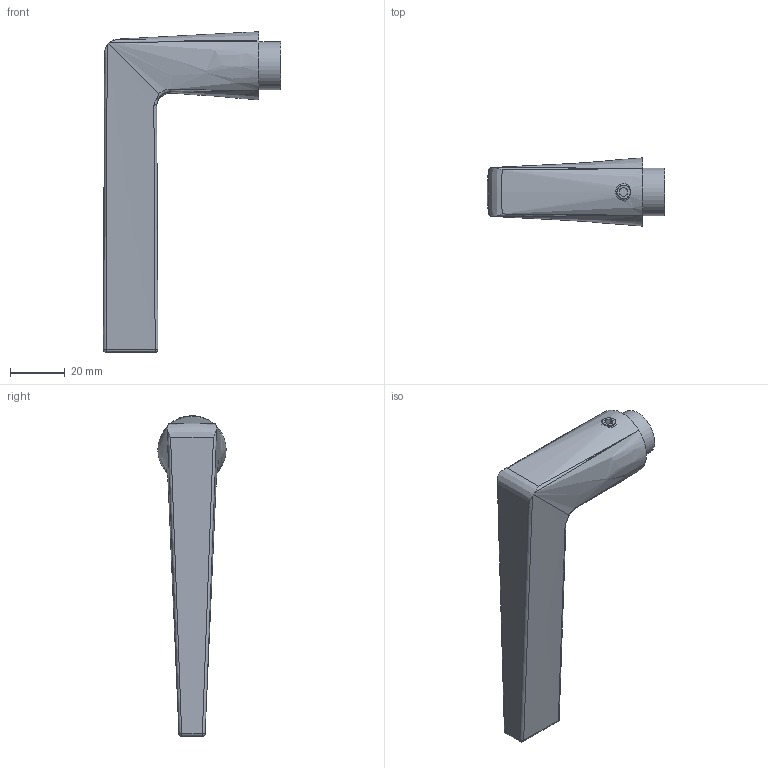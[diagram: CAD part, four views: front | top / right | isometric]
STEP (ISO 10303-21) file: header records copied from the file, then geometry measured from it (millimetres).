
FILE_DESCRIPTION (( 'STEP AP203' ), '1' );
FILE_NAME ('15438.STEP', '2024-08-15T11:50:02', ( '' ), ( '' ), 'SwSTEP 2.0', 'SolidWorks 2018', '' );
FILE_SCHEMA (( 'CONFIG_CONTROL_DESIGN' ));
Length unit declared in the file: millimetre
Products named in the file (3): 15438 Teil1_15438 Teil1; 15438; DIN914_DIN 914 M6x8
Assembly tree (2 placements, depth 2):
  15438
    15438 Teil1_15438 Teil1
    DIN914_DIN 914 M6x8
Bounding box: 65 x 25 x 117.48 mm (x, y, z)
Volume: 45913.8 mm3; surface area: 13180.1 mm2
Topology: 2 solids, 2 shells, 240 faces, 626 edges, 408 vertices
Faces by surface type: plane 120, bspline 110, cylinder 5, sphere 3, cone 2
Full cylindrical faces by diameter (mm): 5 x1, 6 x1, 17.5 x1
Entity records: 12838 total; most frequent: CARTESIAN_POINT 7460, ORIENTED_EDGE 1232, DIRECTION 683, EDGE_CURVE 616, VERTEX_POINT 407, LINE 369, VECTOR 369, EDGE_LOOP 269
